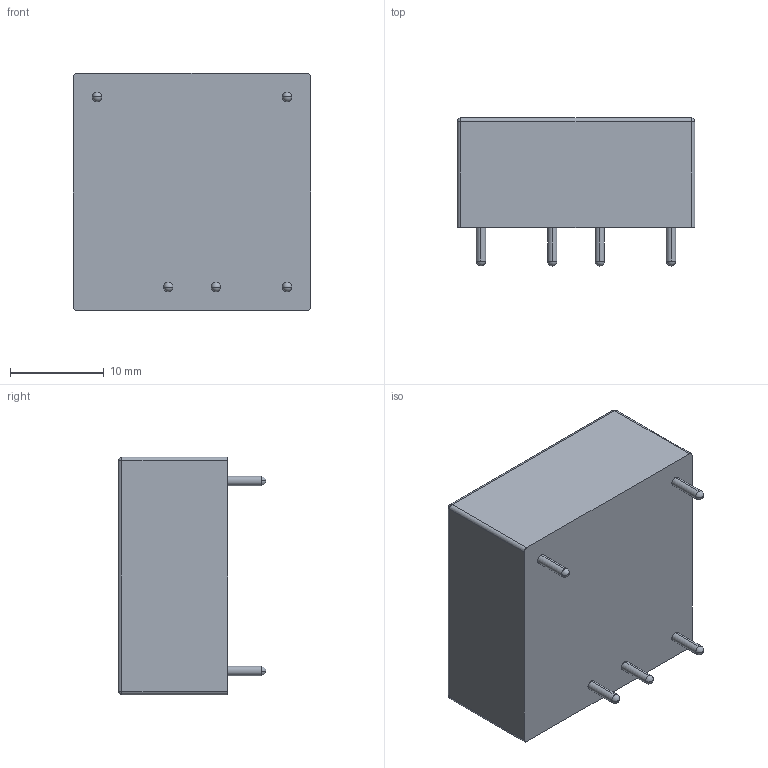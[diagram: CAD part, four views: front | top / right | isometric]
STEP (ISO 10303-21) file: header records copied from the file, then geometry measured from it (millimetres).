
FILE_DESCRIPTION (( 'STEP AP214' ), '1' );
FILE_NAME ('CUI_PDQE10-Q24-S15-D.step', '2018-07-23T15:46:47', ( '' ), ( '' ), 'SwSTEP 2.0', 'SolidWorks 2018', '' );
FILE_SCHEMA (( 'AUTOMOTIVE_DESIGN' ));
Length unit declared in the file: millimetre
Products named in the file (1): CUI_PDQE10-Q24-S15-D
Bounding box: 25.4 x 15.8 x 25.4 mm (x, y, z)
Volume: 7558.8 mm3; surface area: 2513.8 mm2
Topology: 1 solids, 1 shells, 38 faces, 100 edges, 55 vertices
Faces by surface type: cylinder 18, sphere 14, plane 6
Entity records: 1322 total; most frequent: DIRECTION 220, CARTESIAN_POINT 180, ORIENTED_EDGE 172, AXIS2_PLACEMENT_3D 95, EDGE_CURVE 86, CIRCLE 56, VERTEX_POINT 55, EDGE_LOOP 43
